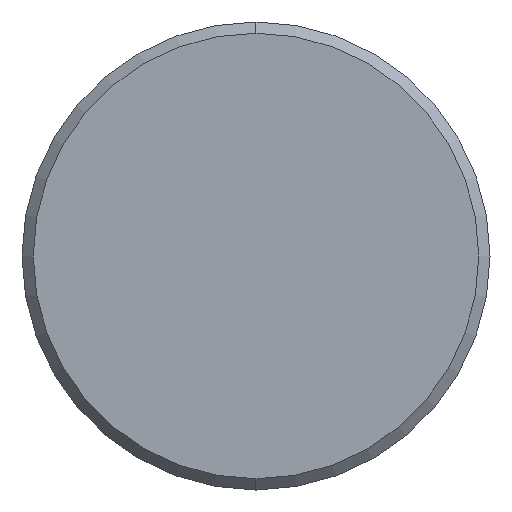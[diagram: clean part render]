
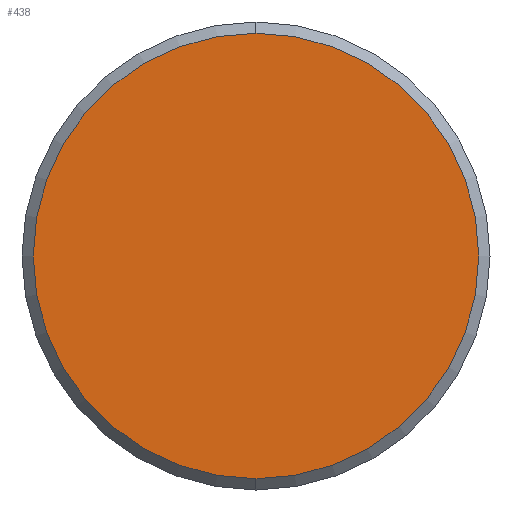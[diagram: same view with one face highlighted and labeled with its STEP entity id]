
A CAD part, left-side view. The second image highlights one B-rep face of the part: STEP entity #438.
In plain terms, the highlighted planar face has unit normal (-1, 0, 0).
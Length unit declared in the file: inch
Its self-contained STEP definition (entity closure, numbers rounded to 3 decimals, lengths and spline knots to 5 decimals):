
#12 = VERTEX_POINT ( 'NONE', #296 ) ;
#30 = EDGE_CURVE ( 'NONE', #12, #147, #491, .T. ) ;
#79 = CARTESIAN_POINT ( 'NONE',  ( 0., 0., 0.29735 ) ) ;
#109 = ORIENTED_EDGE ( 'NONE', *, *, #30, .T. ) ;
#124 = AXIS2_PLACEMENT_3D ( 'NONE', #349, #345, #445 ) ;
#147 = VERTEX_POINT ( 'NONE', #79 ) ;
#175 = EDGE_CURVE ( 'NONE', #147, #12, #289, .T. ) ;
#289 = CIRCLE ( 'NONE', #318, 0.29735 ) ;
#296 = CARTESIAN_POINT ( 'NONE',  ( 0., 0., -0.29735 ) ) ;
#297 = DIRECTION ( 'NONE',  ( -1., 0., 0. ) ) ;
#318 = AXIS2_PLACEMENT_3D ( 'NONE', #385, #451, #391 ) ;
#323 = ORIENTED_EDGE ( 'NONE', *, *, #175, .T. ) ;
#336 = AXIS2_PLACEMENT_3D ( 'NONE', #473, #297, #406 ) ;
#338 = PLANE ( 'NONE',  #124 ) ;
#345 = DIRECTION ( 'NONE',  ( 1., 0., 0. ) ) ;
#349 = CARTESIAN_POINT ( 'NONE',  ( 0., 0., 0. ) ) ;
#385 = CARTESIAN_POINT ( 'NONE',  ( 0., 0., 0. ) ) ;
#391 = DIRECTION ( 'NONE',  ( 0., 0., -1. ) ) ;
#406 = DIRECTION ( 'NONE',  ( 0., 0., -1. ) ) ;
#438 = ADVANCED_FACE ( 'NONE', ( #444 ), #338, .F. ) ;
#444 = FACE_OUTER_BOUND ( 'NONE', #467, .T. ) ;
#445 = DIRECTION ( 'NONE',  ( 0., 0., -1. ) ) ;
#451 = DIRECTION ( 'NONE',  ( -1., 0., 0. ) ) ;
#467 = EDGE_LOOP ( 'NONE', ( #109, #323 ) ) ;
#473 = CARTESIAN_POINT ( 'NONE',  ( 0., 0., 0. ) ) ;
#491 = CIRCLE ( 'NONE', #336, 0.29735 ) ;
